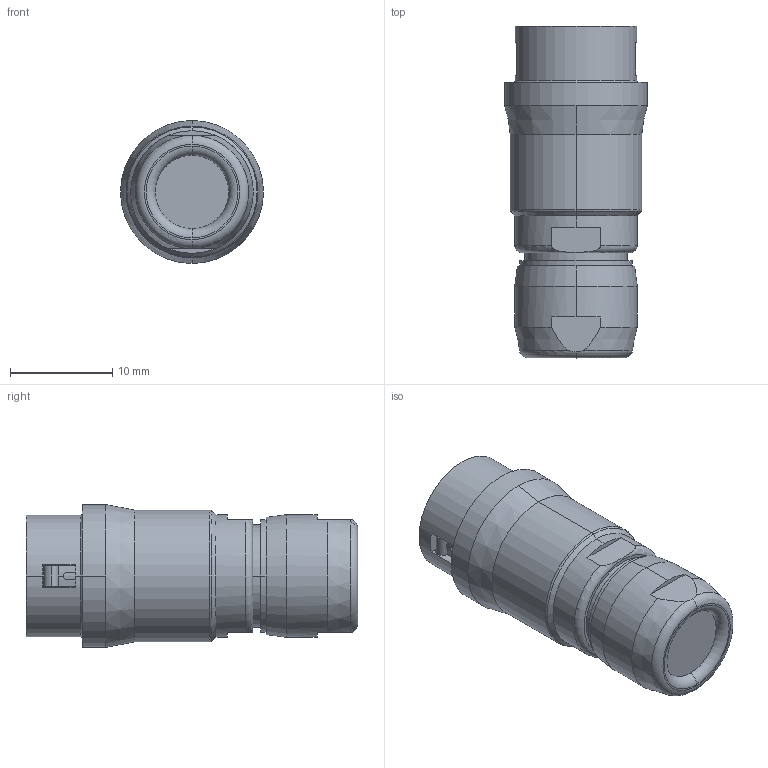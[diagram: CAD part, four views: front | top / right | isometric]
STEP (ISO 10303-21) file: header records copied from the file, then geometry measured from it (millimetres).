
FILE_DESCRIPTION(('OneSpaceDesigner STEP Export'),'2;1');
FILE_NAME('HR10-10J-12S.stp','2008-03-06T 8:44:24',(''),(''),'OneSpace Designer STEP processor for AP214 (Solid Model)','OneSpace Modeling 15.00A 14-Mar-2007 (C) CoCreate Software GmbH','');
FILE_SCHEMA(('AUTOMOTIVE_DESIGN { 1 0 10303 214 1 1 1 1 }'));
Length unit declared in the file: millimetre
Products named in the file (2): HR10-10J-12S
Assembly tree (1 placements, depth 2):
  HR10-10J-12S
    HR10-10J-12S
Bounding box: 14 x 32.5 x 14 mm (x, y, z)
Volume: 3416.4 mm3; surface area: 3806.5 mm2
Topology: 1 solids, 40 shells, 755 faces, 1990 edges, 1314 vertices
Faces by surface type: plane 381, cylinder 221, cone 129, torus 22, bspline 2
Entity records: 25853 total; most frequent: CARTESIAN_POINT 7447, ORIENTED_EDGE 3980, DIRECTION 2740, EDGE_CURVE 1990, VERTEX_POINT 1314, VECTOR 944, LINE 944, AXIS2_PLACEMENT_3D 898
